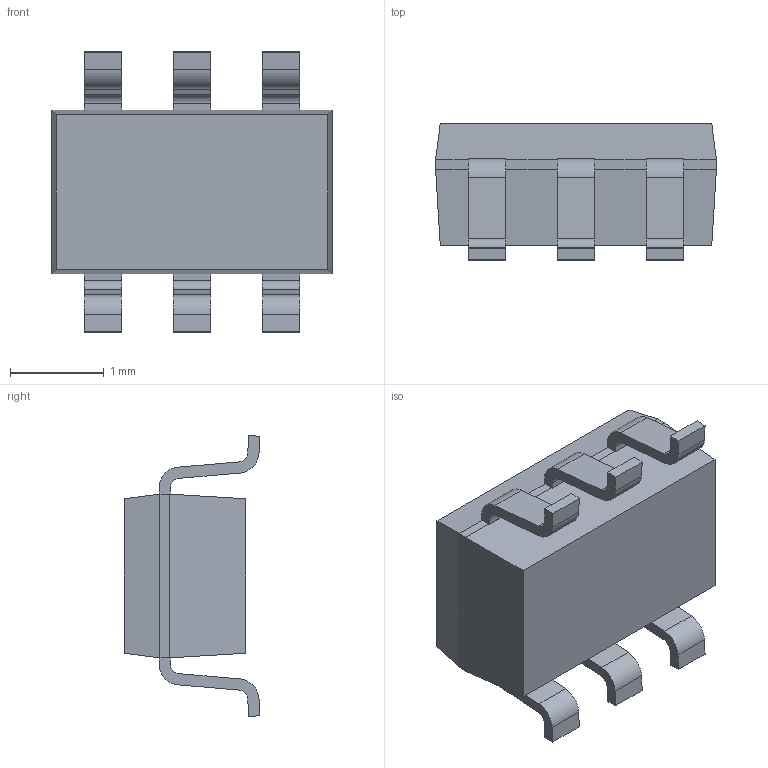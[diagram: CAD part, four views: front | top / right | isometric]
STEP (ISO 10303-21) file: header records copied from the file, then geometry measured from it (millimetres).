
FILE_DESCRIPTION((''),'2;1');
FILE_NAME('SOT23-6_P0-95_L3-0_W1-75','2019-10-05T',('Dragos'),(''),'PRO/ENGINEER BY PARAMETRIC TECHNOLOGY CORPORATION, 2004440','PRO/ENGINEER BY PARAMETRIC TECHNOLOGY CORPORATION, 2004440','');
FILE_SCHEMA(('AUTOMOTIVE_DESIGN { 1 0 10303 214 1 1 1 1 }'));
Length unit declared in the file: millimetre
Products named in the file (1): SOT23-6_P0-95_L3-0_W1-75
Bounding box: 3 x 1.45 x 3 mm (x, y, z)
Volume: 6.9 mm3; surface area: 30.5 mm2
Topology: 1 solids, 1 shells, 374 faces, 1057 edges, 694 vertices
Faces by surface type: plane 350, cylinder 24
Entity records: 15382 total; most frequent: CARTESIAN_POINT 2127, ORIENTED_EDGE 2114, DIRECTION 1855, PRESENTATION_STYLE_ASSIGNMENT 1081, STYLED_ITEM 1059, CURVE_STYLE 1058, EDGE_CURVE 1057, VECTOR 1009
